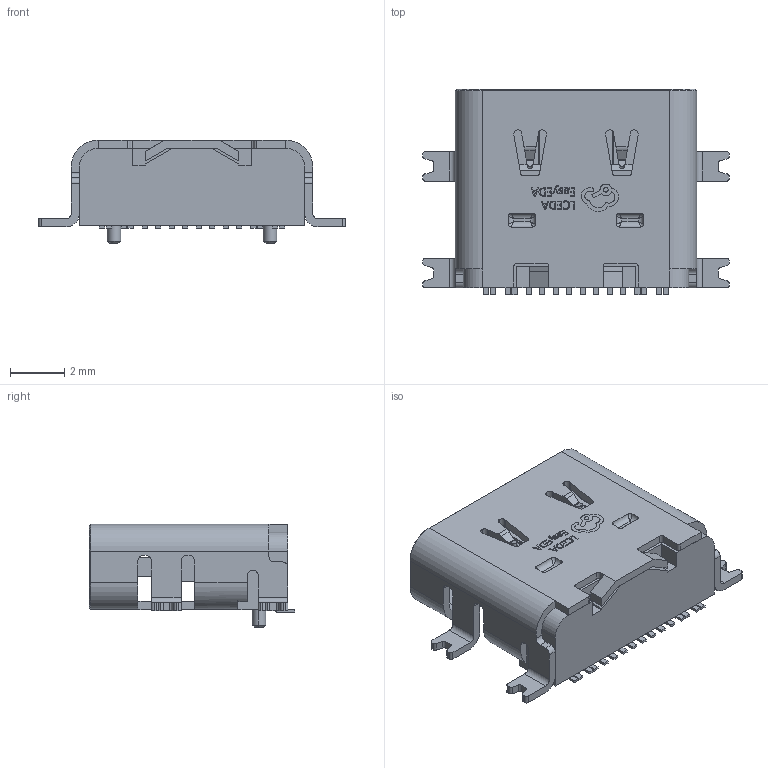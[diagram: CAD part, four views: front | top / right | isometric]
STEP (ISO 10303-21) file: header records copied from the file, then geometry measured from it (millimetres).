
FILE_DESCRIPTION (( 'STEP AP214' ), '1' );
FILE_NAME ('USB-SMD_TYPEC-304YSSW-ACP16.step', '2022-07-15T09:47:31', ( '' ), ( '' ), 'SwSTEP 2.0', 'SolidWorks 2020', '' );
FILE_SCHEMA (( 'AUTOMOTIVE_DESIGN' ));
Length unit declared in the file: millimetre
Products named in the file (1): USB-SMD_TYPEC-304YSSW-ACP16
Bounding box: 11.34 x 7.6 x 3.84 mm (x, y, z)
Volume: 112 mm3; surface area: 521.1 mm2
Topology: 34 solids, 34 shells, 925 faces, 2424 edges, 1560 vertices
Faces by surface type: plane 647, cylinder 138, bspline 128, cone 12
Entity records: 39907 total; most frequent: CARTESIAN_POINT 7570, ORIENTED_EDGE 4816, DIRECTION 3948, EDGE_CURVE 2408, LINE 1872, VECTOR 1872, VERTEX_POINT 1560, AXIS2_PLACEMENT_3D 1038
